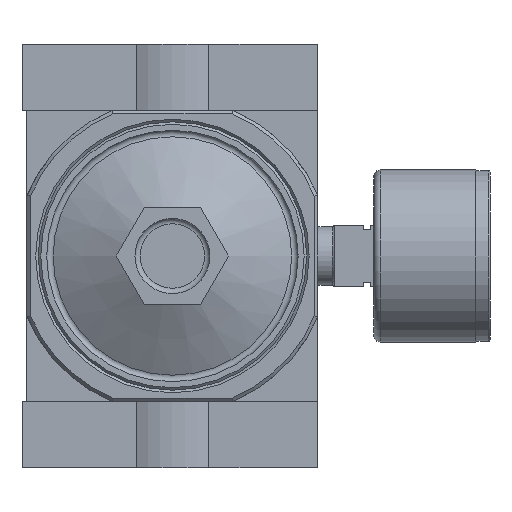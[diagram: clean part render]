
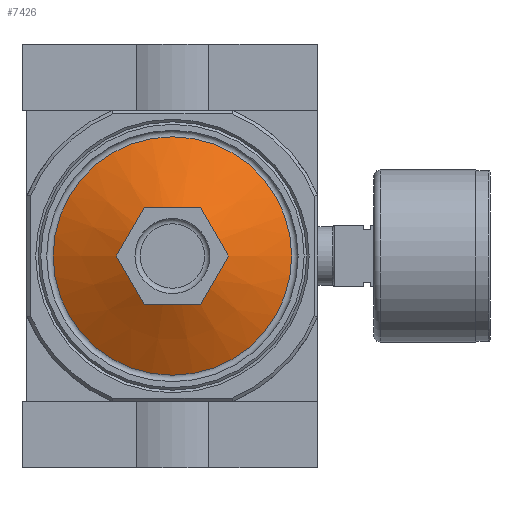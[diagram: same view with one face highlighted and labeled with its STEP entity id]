
A CAD part, front view. The second image highlights one B-rep face of the part: STEP entity #7426.
In plain terms, the highlighted conical face has half-angle 62 degrees and reference radius 27.03 mm.
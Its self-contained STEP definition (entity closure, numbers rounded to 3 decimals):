
#128=CONICAL_SURFACE('',#7946,27.031,1.082);
#262=B_SPLINE_CURVE_WITH_KNOTS('',3,(#11209,#11210,#11211,#11212,#11213,
#11214),.UNSPECIFIED.,.F.,.F.,(4,1,1,4),(0.,0.006,
0.01,0.013),.UNSPECIFIED.);
#263=B_SPLINE_CURVE_WITH_KNOTS('',3,(#11217,#11218,#11219,#11220,#11221,
#11222),.UNSPECIFIED.,.F.,.F.,(4,1,1,4),(0.016,0.023,
0.026,0.029),.UNSPECIFIED.);
#264=B_SPLINE_CURVE_WITH_KNOTS('',3,(#11224,#11225,#11226,#11227,#11228,
#11229),.UNSPECIFIED.,.F.,.F.,(4,1,1,4),(0.,0.006,
0.01,0.013),.UNSPECIFIED.);
#265=B_SPLINE_CURVE_WITH_KNOTS('',3,(#11231,#11232,#11233,#11234,#11235,
#11236),.UNSPECIFIED.,.F.,.F.,(4,1,1,4),(0.,0.006,
0.01,0.013),.UNSPECIFIED.);
#266=B_SPLINE_CURVE_WITH_KNOTS('',3,(#11238,#11239,#11240,#11241,#11242,
#11243),.UNSPECIFIED.,.F.,.F.,(4,1,1,4),(0.016,0.023,
0.026,0.029),.UNSPECIFIED.);
#267=B_SPLINE_CURVE_WITH_KNOTS('',3,(#11245,#11246,#11247,#11248,#11249,
#11250),.UNSPECIFIED.,.F.,.F.,(4,1,1,4),(0.,0.006,
0.01,0.013),.UNSPECIFIED.);
#1571=ORIENTED_EDGE('',*,*,#3113,.F.);
#1572=ORIENTED_EDGE('',*,*,#3114,.F.);
#1573=ORIENTED_EDGE('',*,*,#3115,.F.);
#1574=ORIENTED_EDGE('',*,*,#3116,.F.);
#1575=ORIENTED_EDGE('',*,*,#3117,.F.);
#1576=ORIENTED_EDGE('',*,*,#3118,.F.);
#1577=ORIENTED_EDGE('',*,*,#3119,.T.);
#3113=EDGE_CURVE('',#3859,#3860,#262,.T.);
#3114=EDGE_CURVE('',#3861,#3859,#263,.T.);
#3115=EDGE_CURVE('',#3862,#3861,#264,.T.);
#3116=EDGE_CURVE('',#3863,#3862,#265,.T.);
#3117=EDGE_CURVE('',#3864,#3863,#266,.T.);
#3118=EDGE_CURVE('',#3860,#3864,#267,.T.);
#3119=EDGE_CURVE('',#3865,#3865,#4367,.T.);
#3859=VERTEX_POINT('',#11215);
#3860=VERTEX_POINT('',#11216);
#3861=VERTEX_POINT('',#11223);
#3862=VERTEX_POINT('',#11230);
#3863=VERTEX_POINT('',#11237);
#3864=VERTEX_POINT('',#11244);
#3865=VERTEX_POINT('',#11252);
#4367=CIRCLE('',#7947,27.031);
#4678=EDGE_LOOP('',(#1571,#1572,#1573,#1574,#1575,#1576));
#4679=EDGE_LOOP('',(#1577));
#5235=FACE_BOUND('',#4678,.T.);
#5236=FACE_BOUND('',#4679,.T.);
#7426=ADVANCED_FACE('',(#5235,#5236),#128,.T.);
#7946=AXIS2_PLACEMENT_3D('',#11208,#8977,#8978);
#7947=AXIS2_PLACEMENT_3D('',#11251,#8979,#8980);
#8977=DIRECTION('',(0.,1.,0.));
#8978=DIRECTION('',(0.,0.,1.));
#8979=DIRECTION('',(0.,-1.,0.));
#8980=DIRECTION('',(0.,0.,-1.));
#11208=CARTESIAN_POINT('',(0.,-28.876,0.));
#11209=CARTESIAN_POINT('',(11.,-36.495,6.351));
#11210=CARTESIAN_POINT('',(9.198,-37.048,7.391));
#11211=CARTESIAN_POINT('',(6.446,-37.574,8.98));
#11212=CARTESIAN_POINT('',(2.713,-37.228,11.135));
#11213=CARTESIAN_POINT('',(0.902,-36.772,12.181));
#11214=CARTESIAN_POINT('',(0.,-36.495,12.702));
#11215=CARTESIAN_POINT('',(11.,-36.495,6.351));
#11216=CARTESIAN_POINT('',(0.,-36.495,12.702));
#11217=CARTESIAN_POINT('',(11.,-36.495,-6.351));
#11218=CARTESIAN_POINT('',(11.,-37.046,-4.278));
#11219=CARTESIAN_POINT('',(11.,-37.574,-1.115));
#11220=CARTESIAN_POINT('',(11.,-37.227,3.23));
#11221=CARTESIAN_POINT('',(11.,-36.771,5.315));
#11222=CARTESIAN_POINT('',(11.,-36.495,6.351));
#11223=CARTESIAN_POINT('',(11.,-36.495,-6.351));
#11224=CARTESIAN_POINT('',(0.,-36.495,-12.702));
#11225=CARTESIAN_POINT('',(1.802,-37.048,-11.662));
#11226=CARTESIAN_POINT('',(4.554,-37.574,-10.073));
#11227=CARTESIAN_POINT('',(8.287,-37.228,-7.917));
#11228=CARTESIAN_POINT('',(10.098,-36.772,-6.871));
#11229=CARTESIAN_POINT('',(11.,-36.495,-6.351));
#11230=CARTESIAN_POINT('',(0.,-36.495,-12.702));
#11231=CARTESIAN_POINT('',(-11.,-36.495,-6.351));
#11232=CARTESIAN_POINT('',(-9.198,-37.048,-7.391));
#11233=CARTESIAN_POINT('',(-6.446,-37.574,-8.98));
#11234=CARTESIAN_POINT('',(-2.713,-37.228,-11.135));
#11235=CARTESIAN_POINT('',(-0.902,-36.772,-12.181));
#11236=CARTESIAN_POINT('',(0.,-36.495,-12.702));
#11237=CARTESIAN_POINT('',(-11.,-36.495,-6.351));
#11238=CARTESIAN_POINT('',(-11.,-36.495,6.351));
#11239=CARTESIAN_POINT('',(-11.,-37.046,4.278));
#11240=CARTESIAN_POINT('',(-11.,-37.574,1.115));
#11241=CARTESIAN_POINT('',(-11.,-37.227,-3.23));
#11242=CARTESIAN_POINT('',(-11.,-36.771,-5.315));
#11243=CARTESIAN_POINT('',(-11.,-36.495,-6.351));
#11244=CARTESIAN_POINT('',(-11.,-36.495,6.351));
#11245=CARTESIAN_POINT('',(0.,-36.495,12.702));
#11246=CARTESIAN_POINT('',(-1.802,-37.048,11.662));
#11247=CARTESIAN_POINT('',(-4.554,-37.574,10.073));
#11248=CARTESIAN_POINT('',(-8.287,-37.228,7.917));
#11249=CARTESIAN_POINT('',(-10.098,-36.772,6.871));
#11250=CARTESIAN_POINT('',(-11.,-36.495,6.351));
#11251=CARTESIAN_POINT('',(0.,-28.876,0.));
#11252=CARTESIAN_POINT('',(0.,-28.876,-27.031));
